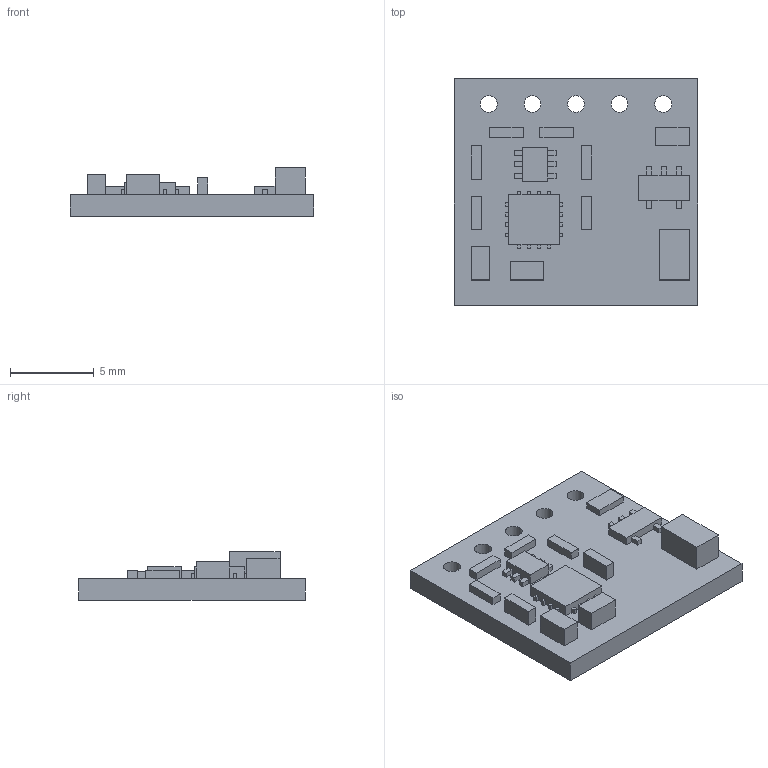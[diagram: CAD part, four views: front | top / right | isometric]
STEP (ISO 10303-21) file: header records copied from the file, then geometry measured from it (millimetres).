
FILE_DESCRIPTION(('FreeCAD Model'),'2;1');
FILE_NAME('GY-271 HMC5883L Triple 3 Axis Digital Compass.step','2020-07-22T19:12:40',('Author'),(''), 'Open CASCADE STEP processor 7.3','FreeCAD','Unknown');
FILE_SCHEMA(('AUTOMOTIVE_DESIGN { 1 0 10303 214 1 1 1 1 }'));
Length unit declared in the file: millimetre
Products named in the file (1): GY-271_HMC5883L_Triple_3_Axis_Digital_Compass
Bounding box: 14.5 x 13.5 x 2.9 mm (x, y, z)
Volume: 280.3 mm3; surface area: 633.3 mm2
Topology: 41 solids, 41 shells, 251 faces, 516 edges, 351 vertices
Faces by surface type: plane 246, cylinder 5
Full cylindrical faces by diameter (mm): 1 x5
Entity records: 14792 total; most frequent: CARTESIAN_POINT 2138, DIRECTION 2049, LINE 1505, VECTOR 1505, ORIENTED_EDGE 1014, PCURVE 1014, DEFINITIONAL_REPRESENTATION 1014, EDGE_CURVE 507
